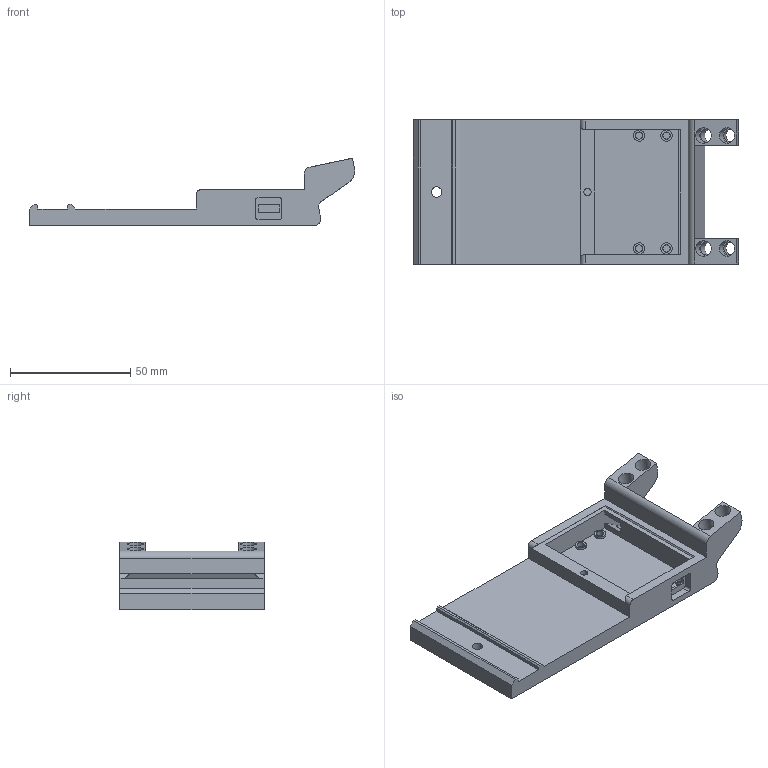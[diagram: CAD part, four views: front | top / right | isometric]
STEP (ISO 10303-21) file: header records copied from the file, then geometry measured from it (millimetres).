
FILE_DESCRIPTION(('FreeCAD Model'),'2;1');
FILE_NAME('Open CASCADE Shape Model','2025-11-27T08:33:08',(''),(''), 'Open CASCADE STEP processor 7.9','FreeCAD','Unknown');
FILE_SCHEMA(('AUTOMOTIVE_DESIGN { 1 0 10303 214 1 1 1 1 }'));
Length unit declared in the file: millimetre
Products named in the file (1): Stand
Bounding box: 135.46 x 60 x 28.17 mm (x, y, z)
Volume: 57470.2 mm3; surface area: 25168.2 mm2
Topology: 1 solids, 1 shells, 317 faces, 844 edges, 560 vertices
Faces by surface type: plane 189, extrusion 90, cylinder 38
Full cylindrical faces by diameter (mm): 3 x5, 4.4 x1, 4.7 x4, 5.5 x4, 6.5 x4, 10 x4
Entity records: 10384 total; most frequent: CARTESIAN_POINT 2700, ORIENTED_EDGE 1688, DIRECTION 1288, EDGE_CURVE 844, VECTOR 664, LINE 574, VERTEX_POINT 562, FACE_BOUND 366
